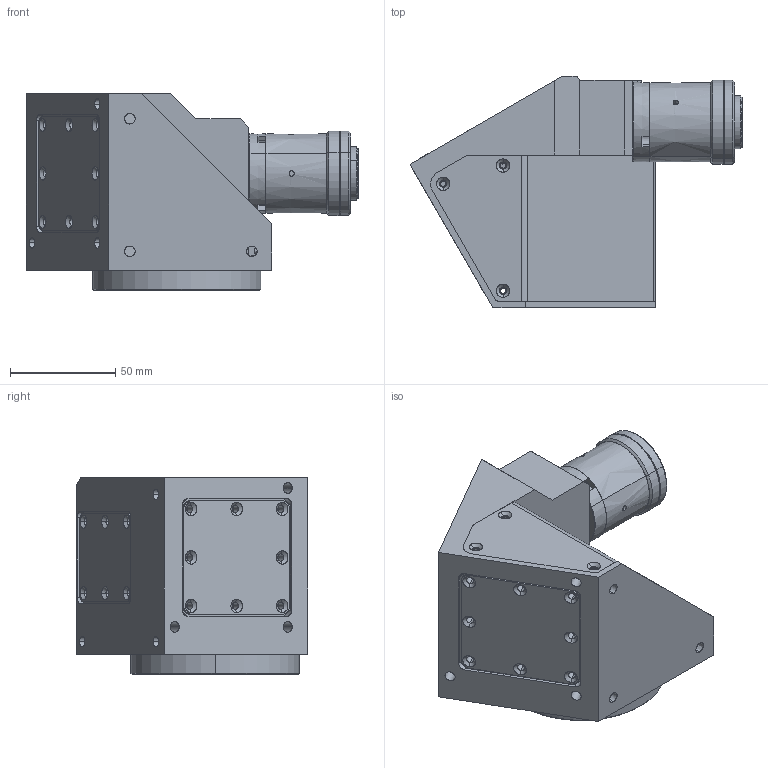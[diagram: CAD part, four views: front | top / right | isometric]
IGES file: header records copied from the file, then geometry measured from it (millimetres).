
Start section: SolidWorks IGES file using analytic representation for surfaces
Global section: file name: TCCR1M056-C.igs; native system: SolidWorks 2017; preprocessor: SolidWorks 2017; author: ccharly; date: 181022.154524; units: millimetre
Bounding box: 157.75 x 110 x 93.6 mm (x, y, z)
Surface area: 77337.1 mm2 (no closed solid volume)
Topology: 0 solids, 0 shells, 280 faces, 4731 edges, 4730 vertices
Faces by surface type: revolution 191, bspline 89
